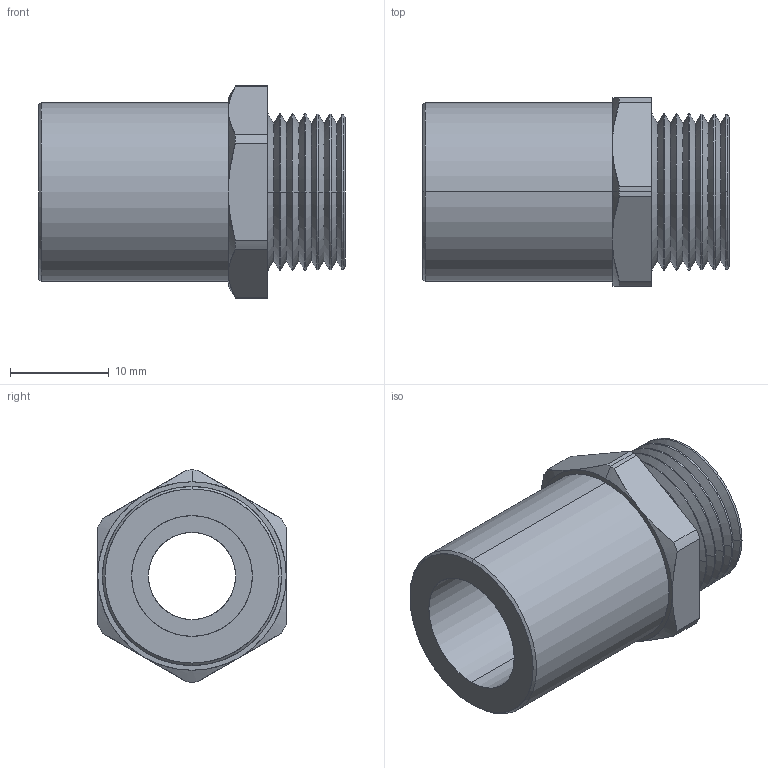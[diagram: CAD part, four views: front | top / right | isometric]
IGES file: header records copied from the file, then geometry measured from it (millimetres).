
Start section: SolidWorks IGES file using analytic representation for surfaces
Global section: file name: SM16MA-BK.IGS; native system: SolidWorks 2007; preprocessor: SolidWorks 2007; author: Baystate; date: 071224.030031; units: inch
Bounding box: 30.99 x 19.05 x 21.43 mm (x, y, z)
Surface area: 3574.1 mm2 (no closed solid volume)
Topology: 0 solids, 0 shells, 71 faces, 695 edges, 695 vertices
Faces by surface type: revolution 60, bspline 11
